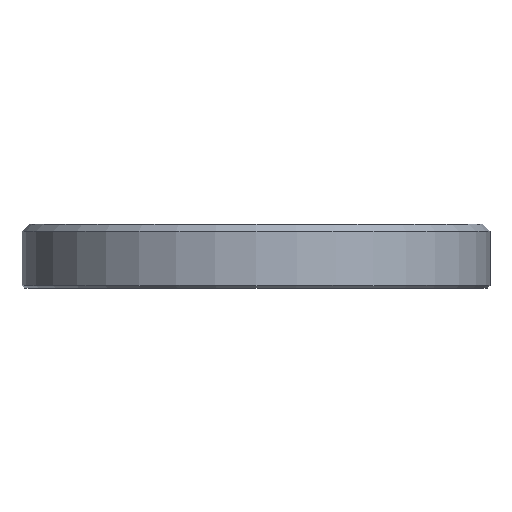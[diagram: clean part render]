
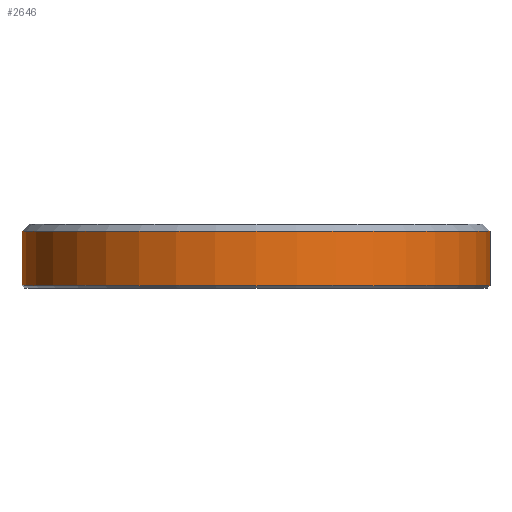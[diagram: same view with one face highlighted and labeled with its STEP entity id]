
A CAD part, front view. The second image highlights one B-rep face of the part: STEP entity #2646.
In plain terms, the highlighted cylindrical face has radius 23.4 mm (diameter 46.8 mm), a partial arc.
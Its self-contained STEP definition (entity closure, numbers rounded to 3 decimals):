
#11 = LINE ( 'NONE', #1868, #704 ) ;
#105 = DIRECTION ( 'NONE',  ( 1., 0., 0. ) ) ;
#108 = ORIENTED_EDGE ( 'NONE', *, *, #2226, .T. ) ;
#179 = ORIENTED_EDGE ( 'NONE', *, *, #3491, .T. ) ;
#217 = AXIS2_PLACEMENT_3D ( 'NONE', #568, #3449, #3719 ) ;
#340 = DIRECTION ( 'NONE',  ( 0., 0., -1. ) ) ;
#568 = CARTESIAN_POINT ( 'NONE',  ( 100., 100., 6.4 ) ) ;
#575 = DIRECTION ( 'NONE',  ( 0., 0., 1. ) ) ;
#637 = CARTESIAN_POINT ( 'NONE',  ( 123.4, 100., 5.65 ) ) ;
#704 = VECTOR ( 'NONE', #340, 1000. ) ;
#766 = CARTESIAN_POINT ( 'NONE',  ( 123.4, 100., 6.4 ) ) ;
#869 = AXIS2_PLACEMENT_3D ( 'NONE', #3012, #575, #2200 ) ;
#873 = FACE_OUTER_BOUND ( 'NONE', #3405, .T. ) ;
#888 = VERTEX_POINT ( 'NONE', #2419 ) ;
#1064 = VECTOR ( 'NONE', #2582, 1000. ) ;
#1383 = CIRCLE ( 'NONE', #869, 23.4 ) ;
#1805 = VERTEX_POINT ( 'NONE', #3190 ) ;
#1868 = CARTESIAN_POINT ( 'NONE',  ( 76.6, 100., 6.4 ) ) ;
#1901 = ORIENTED_EDGE ( 'NONE', *, *, #3154, .F. ) ;
#1905 = EDGE_CURVE ( 'NONE', #1805, #2033, #11, .T. ) ;
#2033 = VERTEX_POINT ( 'NONE', #2681 ) ;
#2200 = DIRECTION ( 'NONE',  ( 1., 0., 0. ) ) ;
#2226 = EDGE_CURVE ( 'NONE', #3441, #1805, #3803, .T. ) ;
#2419 = CARTESIAN_POINT ( 'NONE',  ( 123.4, 100., 0.25 ) ) ;
#2531 = CARTESIAN_POINT ( 'NONE',  ( 100., 100., 5.65 ) ) ;
#2582 = DIRECTION ( 'NONE',  ( 0., 0., -1. ) ) ;
#2646 = ADVANCED_FACE ( 'NONE', ( #873 ), #3327, .T. ) ;
#2654 = AXIS2_PLACEMENT_3D ( 'NONE', #2531, #3172, #105 ) ;
#2681 = CARTESIAN_POINT ( 'NONE',  ( 76.6, 100., 0.25 ) ) ;
#3012 = CARTESIAN_POINT ( 'NONE',  ( 100., 100., 0.25 ) ) ;
#3154 = EDGE_CURVE ( 'NONE', #3441, #888, #3510, .T. ) ;
#3172 = DIRECTION ( 'NONE',  ( 0., 0., -1. ) ) ;
#3190 = CARTESIAN_POINT ( 'NONE',  ( 76.6, 100., 5.65 ) ) ;
#3327 = CYLINDRICAL_SURFACE ( 'NONE', #217, 23.4 ) ;
#3382 = ORIENTED_EDGE ( 'NONE', *, *, #1905, .T. ) ;
#3405 = EDGE_LOOP ( 'NONE', ( #1901, #108, #3382, #179 ) ) ;
#3441 = VERTEX_POINT ( 'NONE', #637 ) ;
#3449 = DIRECTION ( 'NONE',  ( 0., 0., -1. ) ) ;
#3491 = EDGE_CURVE ( 'NONE', #2033, #888, #1383, .T. ) ;
#3510 = LINE ( 'NONE', #766, #1064 ) ;
#3719 = DIRECTION ( 'NONE',  ( -1., 0., 0. ) ) ;
#3803 = CIRCLE ( 'NONE', #2654, 23.4 ) ;
